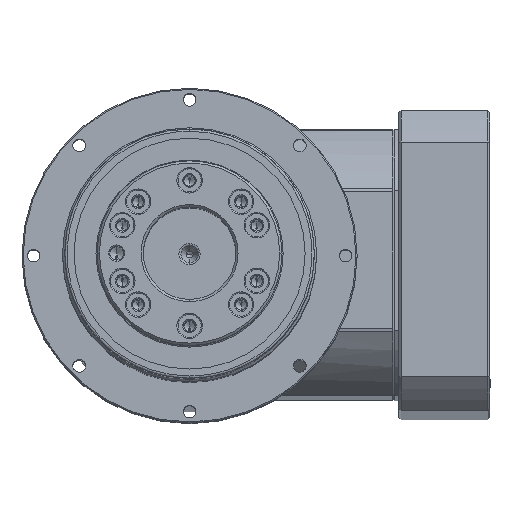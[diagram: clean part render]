
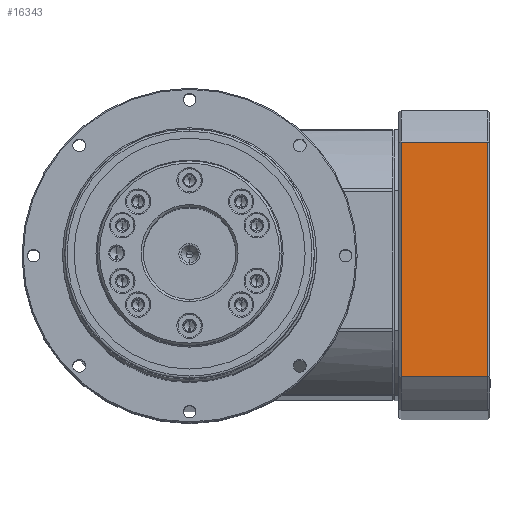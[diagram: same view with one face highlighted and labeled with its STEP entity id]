
A CAD part, left-side view. The second image highlights one B-rep face of the part: STEP entity #16343.
In plain terms, the highlighted face is planar.
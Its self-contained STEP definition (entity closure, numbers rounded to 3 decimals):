
#721 = CARTESIAN_POINT ( 'NONE',  ( -50.806, 65., 46. ) ) ;
#1830 = VERTEX_POINT ( 'NONE', #27216 ) ;
#3645 = CARTESIAN_POINT ( 'NONE',  ( 50.806, 65., 47. ) ) ;
#4254 = CARTESIAN_POINT ( 'NONE',  ( 50.806, 65., 47. ) ) ;
#4543 = DIRECTION ( 'NONE',  ( -1., 0., 0. ) ) ;
#4826 = ORIENTED_EDGE ( 'NONE', *, *, #5991, .F. ) ;
#5108 = ORIENTED_EDGE ( 'NONE', *, *, #25366, .F. ) ;
#5991 = EDGE_CURVE ( 'NONE', #7513, #31985, #23688, .T. ) ;
#6899 = DIRECTION ( 'NONE',  ( 1., 0., 0. ) ) ;
#7473 = CARTESIAN_POINT ( 'NONE',  ( 50.806, 65., 8.5 ) ) ;
#7513 = VERTEX_POINT ( 'NONE', #12721 ) ;
#9103 = DIRECTION ( 'NONE',  ( 0., 0., -1. ) ) ;
#10519 = LINE ( 'NONE', #19762, #16436 ) ;
#11540 = LINE ( 'NONE', #7473, #30926 ) ;
#11661 = CARTESIAN_POINT ( 'NONE',  ( -50.806, 65., 0. ) ) ;
#12564 = DIRECTION ( 'NONE',  ( 1., 0., 0. ) ) ;
#12721 = CARTESIAN_POINT ( 'NONE',  ( 50.806, 65., 8.5 ) ) ;
#13220 = VECTOR ( 'NONE', #9103, 1000. ) ;
#13428 = EDGE_CURVE ( 'NONE', #31985, #16169, #10519, .T. ) ;
#13977 = LINE ( 'NONE', #11661, #13220 ) ;
#16067 = VECTOR ( 'NONE', #21483, 1000. ) ;
#16169 = VERTEX_POINT ( 'NONE', #721 ) ;
#16343 = ADVANCED_FACE ( 'NONE', ( #27989 ), #27071, .F. ) ;
#16436 = VECTOR ( 'NONE', #4543, 1000. ) ;
#19762 = CARTESIAN_POINT ( 'NONE',  ( 25.403, 65., 46. ) ) ;
#21483 = DIRECTION ( 'NONE',  ( 0., 0., 1. ) ) ;
#22090 = DIRECTION ( 'NONE',  ( 0., -1., 0. ) ) ;
#22723 = EDGE_CURVE ( 'NONE', #1830, #7513, #11540, .T. ) ;
#23688 = LINE ( 'NONE', #3645, #16067 ) ;
#23730 = ORIENTED_EDGE ( 'NONE', *, *, #22723, .F. ) ;
#25366 = EDGE_CURVE ( 'NONE', #16169, #1830, #13977, .T. ) ;
#27071 = PLANE ( 'NONE',  #30698 ) ;
#27216 = CARTESIAN_POINT ( 'NONE',  ( -50.806, 65., 8.5 ) ) ;
#27305 = ORIENTED_EDGE ( 'NONE', *, *, #13428, .F. ) ;
#27989 = FACE_OUTER_BOUND ( 'NONE', #28166, .T. ) ;
#28166 = EDGE_LOOP ( 'NONE', ( #5108, #27305, #4826, #23730 ) ) ;
#30698 = AXIS2_PLACEMENT_3D ( 'NONE', #4254, #22090, #6899 ) ;
#30926 = VECTOR ( 'NONE', #12564, 1000. ) ;
#31985 = VERTEX_POINT ( 'NONE', #32883 ) ;
#32883 = CARTESIAN_POINT ( 'NONE',  ( 50.806, 65., 46. ) ) ;
